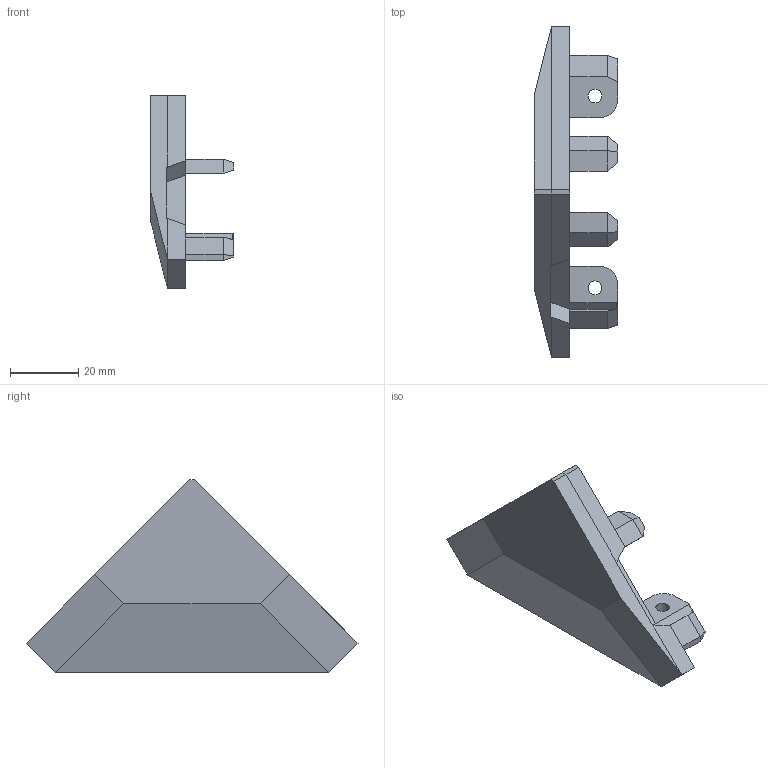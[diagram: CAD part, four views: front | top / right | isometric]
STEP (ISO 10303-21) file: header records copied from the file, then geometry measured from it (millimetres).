
FILE_DESCRIPTION(('FreeCAD Model'),'2;1');
FILE_NAME('Open CASCADE Shape Model','2025-06-28T15:20:46',(''),(''), 'Open CASCADE STEP processor 7.6','FreeCAD','Unknown');
FILE_SCHEMA(('AUTOMOTIVE_DESIGN { 1 0 10303 214 1 1 1 1 }'));
Length unit declared in the file: millimetre
Products named in the file (1): Cover
Bounding box: 24.3 x 97 x 56.29 mm (x, y, z)
Volume: 29576.7 mm3; surface area: 10097.4 mm2
Topology: 1 solids, 1 shells, 59 faces, 146 edges, 91 vertices
Faces by surface type: plane 49, bspline 4, cylinder 4, cone 2
Full cylindrical faces by diameter (mm): 4 x2
Entity records: 3677 total; most frequent: CARTESIAN_POINT 705, DIRECTION 535, LINE 398, VECTOR 398, ORIENTED_EDGE 292, PCURVE 292, DEFINITIONAL_REPRESENTATION 292, EDGE_CURVE 146
